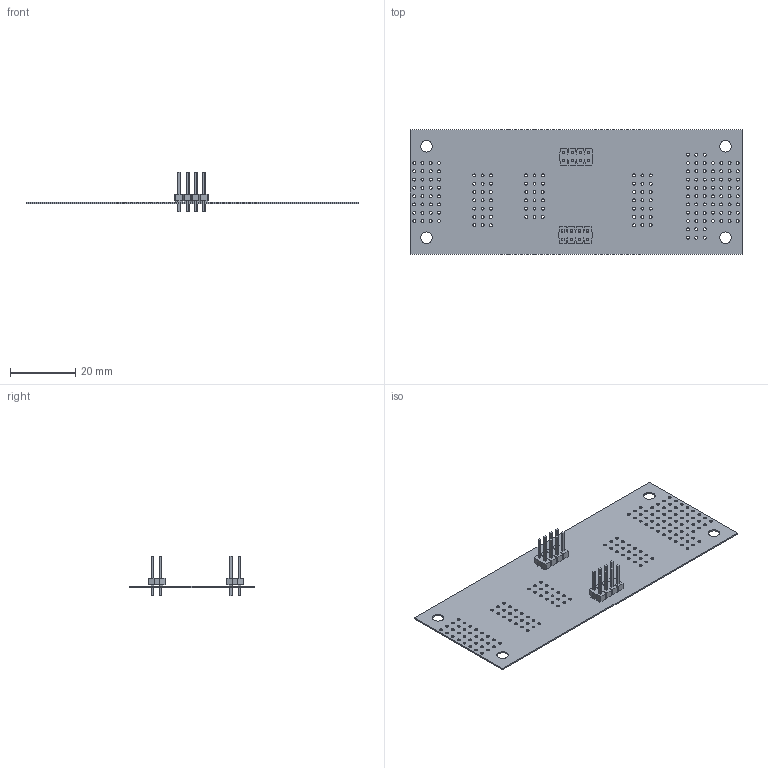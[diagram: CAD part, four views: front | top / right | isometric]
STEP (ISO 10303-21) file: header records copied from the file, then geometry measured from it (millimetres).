
FILE_DESCRIPTION(('Open CASCADE Model'),'2;1');
FILE_NAME('Open CASCADE Shape Model','2016-01-13T16:04:38',('Author'),( 'Open CASCADE'),'Open CASCADE STEP processor 6.8','Open CASCADE 6.8' ,'Unknown');
FILE_SCHEMA(('AUTOMOTIVE_DESIGN { 1 0 10303 214 1 1 1 1 }'));
Length unit declared in the file: millimetre
Products named in the file (21): PCB; Board; P2; CON___-_HEADER_MALE_2X4PINS; P1
Assembly tree (37 placements, depth 3):
  PCB
    Board
    P2
      CON___-_HEADER_MALE_2X4PINS
      CON___-_HEADER_MALE_2X4PINS
      CON___-_HEADER_MALE_2X4PINS
      CON___-_HEADER_MALE_2X4PINS
      CON___-_HEADER_MALE_2X4PINS
      CON___-_HEADER_MALE_2X4PINS
      CON___-_HEADER_MALE_2X4PINS
      CON___-_HEADER_MALE_2X4PINS
      CON___-_HEADER_MALE_2X4PINS
      CON___-_HEADER_MALE_2X4PINS
      CON___-_HEADER_MALE_2X4PINS
      CON___-_HEADER_MALE_2X4PINS
      CON___-_HEADER_MALE_2X4PINS
      CON___-_HEADER_MALE_2X4PINS
      CON___-_HEADER_MALE_2X4PINS
      CON___-_HEADER_MALE_2X4PINS
      CON___-_HEADER_MALE_2X4PINS
    P1
      CON___-_HEADER_MALE_2X4PINS
      CON___-_HEADER_MALE_2X4PINS
      CON___-_HEADER_MALE_2X4PINS
      CON___-_HEADER_MALE_2X4PINS
      CON___-_HEADER_MALE_2X4PINS
      CON___-_HEADER_MALE_2X4PINS
      CON___-_HEADER_MALE_2X4PINS
      CON___-_HEADER_MALE_2X4PINS
      CON___-_HEADER_MALE_2X4PINS
      CON___-_HEADER_MALE_2X4PINS
      CON___-_HEADER_MALE_2X4PINS
      CON___-_HEADER_MALE_2X4PINS
      CON___-_HEADER_MALE_2X4PINS
      CON___-_HEADER_MALE_2X4PINS
      CON___-_HEADER_MALE_2X4PINS
      CON___-_HEADER_MALE_2X4PINS
      CON___-_HEADER_MALE_2X4PINS
Bounding box: 101.6 x 38.1 x 12.15 mm (x, y, z)
Volume: 1796.3 mm3; surface area: 8620.9 mm2
Topology: 3 solids, 3 shells, 559 faces, 1499 edges, 1042 vertices
Faces by surface type: plane 382, cylinder 177
Full cylindrical faces by diameter (mm): 0.889 x157, 0.9 x16, 3.5 x4
Entity records: 26205 total; most frequent: DIRECTION 4219, CARTESIAN_POINT 4142, LINE 2307, VECTOR 2307, ORIENTED_EDGE 2010, PCURVE 2010, DEFINITIONAL_REPRESENTATION 2010, EDGE_CURVE 1005
